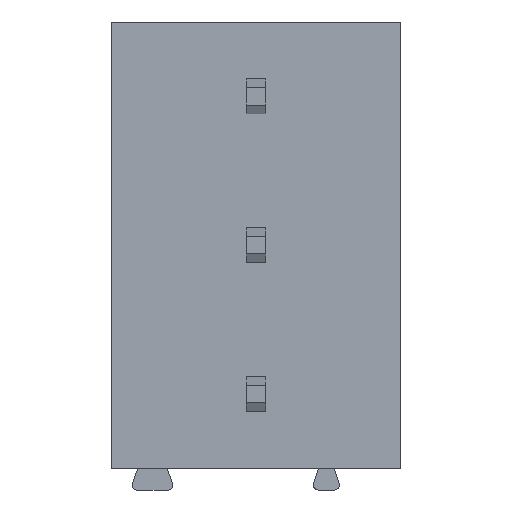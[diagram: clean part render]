
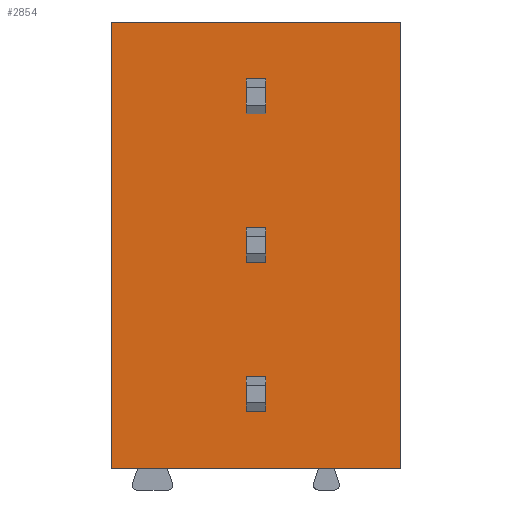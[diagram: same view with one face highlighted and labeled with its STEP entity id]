
A CAD part, front view. The second image highlights one B-rep face of the part: STEP entity #2854.
In plain terms, the highlighted planar face has unit normal (0, -1, 0).
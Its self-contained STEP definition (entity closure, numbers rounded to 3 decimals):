
#45=DIRECTION('',(1.,0.,0.));
#46=VECTOR('',#45,7.4);
#47=CARTESIAN_POINT('',(-3.7,-4.8,-9.525));
#48=LINE('',#47,#46);
#450=DIRECTION('',(1.,0.,0.));
#451=VECTOR('',#450,7.4);
#452=CARTESIAN_POINT('',(-3.7,-4.8,1.905));
#453=LINE('',#452,#451);
#528=DIRECTION('',(0.,0.,1.));
#529=VECTOR('',#528,11.43);
#530=CARTESIAN_POINT('',(3.7,-4.8,-9.525));
#531=LINE('',#530,#529);
#580=DIRECTION('',(0.,0.,1.));
#581=VECTOR('',#580,11.43);
#582=CARTESIAN_POINT('',(-3.7,-4.8,-9.525));
#583=LINE('',#582,#581);
#584=DIRECTION('',(0.,0.,-1.));
#585=VECTOR('',#584,0.9);
#586=CARTESIAN_POINT('',(-0.25,-4.8,0.45));
#587=LINE('',#586,#585);
#588=DIRECTION('',(1.,0.,0.));
#589=VECTOR('',#588,0.5);
#590=CARTESIAN_POINT('',(-0.25,-4.8,-0.45));
#591=LINE('',#590,#589);
#592=DIRECTION('',(0.,0.,-1.));
#593=VECTOR('',#592,0.9);
#594=CARTESIAN_POINT('',(0.25,-4.8,0.45));
#595=LINE('',#594,#593);
#596=DIRECTION('',(1.,0.,0.));
#597=VECTOR('',#596,0.5);
#598=CARTESIAN_POINT('',(-0.25,-4.8,0.45));
#599=LINE('',#598,#597);
#600=DIRECTION('',(0.,0.,-1.));
#601=VECTOR('',#600,0.9);
#602=CARTESIAN_POINT('',(-0.25,-4.8,-3.36));
#603=LINE('',#602,#601);
#604=DIRECTION('',(1.,0.,0.));
#605=VECTOR('',#604,0.5);
#606=CARTESIAN_POINT('',(-0.25,-4.8,-4.26));
#607=LINE('',#606,#605);
#608=DIRECTION('',(0.,0.,-1.));
#609=VECTOR('',#608,0.9);
#610=CARTESIAN_POINT('',(0.25,-4.8,-3.36));
#611=LINE('',#610,#609);
#612=DIRECTION('',(1.,0.,0.));
#613=VECTOR('',#612,0.5);
#614=CARTESIAN_POINT('',(-0.25,-4.8,-3.36));
#615=LINE('',#614,#613);
#616=DIRECTION('',(0.,0.,-1.));
#617=VECTOR('',#616,0.9);
#618=CARTESIAN_POINT('',(-0.25,-4.8,-7.17));
#619=LINE('',#618,#617);
#620=DIRECTION('',(1.,0.,0.));
#621=VECTOR('',#620,0.5);
#622=CARTESIAN_POINT('',(-0.25,-4.8,-8.07));
#623=LINE('',#622,#621);
#624=DIRECTION('',(0.,0.,-1.));
#625=VECTOR('',#624,0.9);
#626=CARTESIAN_POINT('',(0.25,-4.8,-7.17));
#627=LINE('',#626,#625);
#628=DIRECTION('',(1.,0.,0.));
#629=VECTOR('',#628,0.5);
#630=CARTESIAN_POINT('',(-0.25,-4.8,-7.17));
#631=LINE('',#630,#629);
#1664=CARTESIAN_POINT('',(-3.7,-4.8,-9.525));
#1666=VERTEX_POINT('',#1664);
#1667=CARTESIAN_POINT('',(3.7,-4.8,-9.525));
#1668=VERTEX_POINT('',#1667);
#1676=CARTESIAN_POINT('',(-3.7,-4.8,1.905));
#1678=VERTEX_POINT('',#1676);
#1679=CARTESIAN_POINT('',(3.7,-4.8,1.905));
#1680=VERTEX_POINT('',#1679);
#2093=CARTESIAN_POINT('',(-0.25,-4.8,0.45));
#2094=CARTESIAN_POINT('',(-0.25,-4.8,-0.45));
#2095=VERTEX_POINT('',#2093);
#2096=VERTEX_POINT('',#2094);
#2097=CARTESIAN_POINT('',(0.25,-4.8,0.45));
#2098=CARTESIAN_POINT('',(0.25,-4.8,-0.45));
#2099=VERTEX_POINT('',#2097);
#2100=VERTEX_POINT('',#2098);
#2117=CARTESIAN_POINT('',(-0.25,-4.8,-3.36));
#2118=CARTESIAN_POINT('',(-0.25,-4.8,-4.26));
#2119=VERTEX_POINT('',#2117);
#2120=VERTEX_POINT('',#2118);
#2121=CARTESIAN_POINT('',(0.25,-4.8,-3.36));
#2122=CARTESIAN_POINT('',(0.25,-4.8,-4.26));
#2123=VERTEX_POINT('',#2121);
#2124=VERTEX_POINT('',#2122);
#2141=CARTESIAN_POINT('',(-0.25,-4.8,-7.17));
#2142=CARTESIAN_POINT('',(-0.25,-4.8,-8.07));
#2143=VERTEX_POINT('',#2141);
#2144=VERTEX_POINT('',#2142);
#2145=CARTESIAN_POINT('',(0.25,-4.8,-7.17));
#2146=CARTESIAN_POINT('',(0.25,-4.8,-8.07));
#2147=VERTEX_POINT('',#2145);
#2148=VERTEX_POINT('',#2146);
#2813=CARTESIAN_POINT('',(-3.7,-4.8,-9.525));
#2814=DIRECTION('',(0.,-1.,0.));
#2815=DIRECTION('',(1.,0.,0.));
#2816=AXIS2_PLACEMENT_3D('',#2813,#2814,#2815);
#2817=PLANE('',#2816);
#2818=ORIENTED_EDGE('',*,*,#2172,.F.);
#2819=ORIENTED_EDGE('',*,*,#2367,.T.);
#2820=ORIENTED_EDGE('',*,*,#2647,.T.);
#2821=ORIENTED_EDGE('',*,*,#2776,.F.);
#2822=EDGE_LOOP('',(#2818,#2819,#2820,#2821));
#2823=FACE_OUTER_BOUND('',#2822,.F.);
#2825=ORIENTED_EDGE('',*,*,#2824,.T.);
#2827=ORIENTED_EDGE('',*,*,#2826,.T.);
#2829=ORIENTED_EDGE('',*,*,#2828,.F.);
#2831=ORIENTED_EDGE('',*,*,#2830,.F.);
#2832=EDGE_LOOP('',(#2825,#2827,#2829,#2831));
#2833=FACE_BOUND('',#2832,.F.);
#2835=ORIENTED_EDGE('',*,*,#2834,.T.);
#2837=ORIENTED_EDGE('',*,*,#2836,.T.);
#2839=ORIENTED_EDGE('',*,*,#2838,.F.);
#2841=ORIENTED_EDGE('',*,*,#2840,.F.);
#2842=EDGE_LOOP('',(#2835,#2837,#2839,#2841));
#2843=FACE_BOUND('',#2842,.F.);
#2845=ORIENTED_EDGE('',*,*,#2844,.T.);
#2847=ORIENTED_EDGE('',*,*,#2846,.T.);
#2849=ORIENTED_EDGE('',*,*,#2848,.F.);
#2851=ORIENTED_EDGE('',*,*,#2850,.F.);
#2852=EDGE_LOOP('',(#2845,#2847,#2849,#2851));
#2853=FACE_BOUND('',#2852,.F.);
#2172=EDGE_CURVE('',#1666,#1668,#48,.T.);
#2367=EDGE_CURVE('',#1666,#1678,#583,.T.);
#2647=EDGE_CURVE('',#1678,#1680,#453,.T.);
#2776=EDGE_CURVE('',#1668,#1680,#531,.T.);
#2824=EDGE_CURVE('',#2095,#2096,#587,.T.);
#2826=EDGE_CURVE('',#2096,#2100,#591,.T.);
#2828=EDGE_CURVE('',#2099,#2100,#595,.T.);
#2830=EDGE_CURVE('',#2095,#2099,#599,.T.);
#2834=EDGE_CURVE('',#2119,#2120,#603,.T.);
#2836=EDGE_CURVE('',#2120,#2124,#607,.T.);
#2838=EDGE_CURVE('',#2123,#2124,#611,.T.);
#2840=EDGE_CURVE('',#2119,#2123,#615,.T.);
#2844=EDGE_CURVE('',#2143,#2144,#619,.T.);
#2846=EDGE_CURVE('',#2144,#2148,#623,.T.);
#2848=EDGE_CURVE('',#2147,#2148,#627,.T.);
#2850=EDGE_CURVE('',#2143,#2147,#631,.T.);
#2854=ADVANCED_FACE('',(#2823,#2833,#2843,#2853),#2817,.T.);
